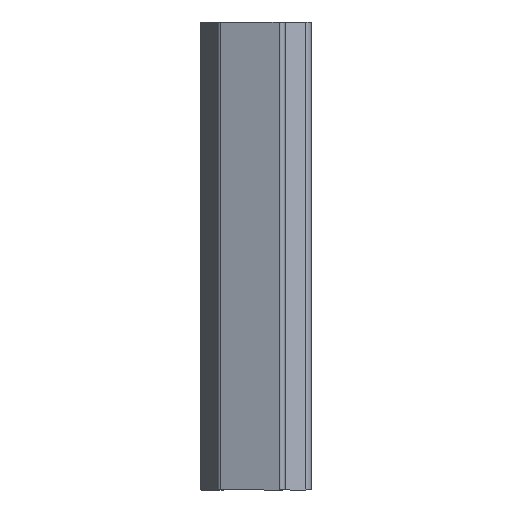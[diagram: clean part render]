
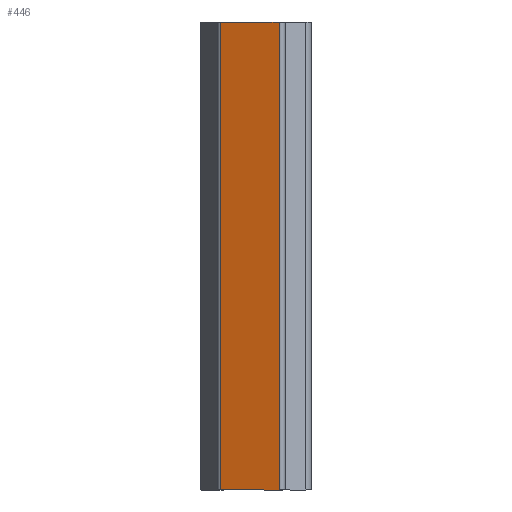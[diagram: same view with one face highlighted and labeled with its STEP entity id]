
A CAD part, front view. The second image highlights one B-rep face of the part: STEP entity #446.
In plain terms, the highlighted planar face has unit normal (-0.292, -0.956, 0).
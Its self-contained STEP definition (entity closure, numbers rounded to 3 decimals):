
#13 = CARTESIAN_POINT ( 'NONE',  ( 6.354, -12.796, 0. ) ) ;
#19 = CARTESIAN_POINT ( 'NONE',  ( 0.145, -10.898, 50. ) ) ;
#118 = VECTOR ( 'NONE', #699, 1000. ) ;
#153 = CARTESIAN_POINT ( 'NONE',  ( 0.145, -10.898, 0. ) ) ;
#157 = EDGE_CURVE ( 'NONE', #493, #267, #189, .T. ) ;
#189 = LINE ( 'NONE', #549, #484 ) ;
#196 = DIRECTION ( 'NONE',  ( 0.956, -0.292, 0. ) ) ;
#204 = ORIENTED_EDGE ( 'NONE', *, *, #746, .T. ) ;
#242 = ORIENTED_EDGE ( 'NONE', *, *, #758, .F. ) ;
#266 = PLANE ( 'NONE',  #679 ) ;
#267 = VERTEX_POINT ( 'NONE', #681 ) ;
#326 = EDGE_LOOP ( 'NONE', ( #509, #204, #377, #242 ) ) ;
#377 = ORIENTED_EDGE ( 'NONE', *, *, #498, .F. ) ;
#388 = FACE_OUTER_BOUND ( 'NONE', #326, .T. ) ;
#446 = ADVANCED_FACE ( 'NONE', ( #388 ), #266, .F. ) ;
#447 = CARTESIAN_POINT ( 'NONE',  ( 0.145, -10.898, 0. ) ) ;
#467 = CARTESIAN_POINT ( 'NONE',  ( 6.354, -12.796, 100. ) ) ;
#482 = DIRECTION ( 'NONE',  ( 0., 0., 1. ) ) ;
#484 = VECTOR ( 'NONE', #482, 1000. ) ;
#493 = VERTEX_POINT ( 'NONE', #153 ) ;
#498 = EDGE_CURVE ( 'NONE', #569, #539, #650, .T. ) ;
#509 = ORIENTED_EDGE ( 'NONE', *, *, #157, .F. ) ;
#521 = CARTESIAN_POINT ( 'NONE',  ( -0.078, -10.83, 100. ) ) ;
#529 = LINE ( 'NONE', #19, #770 ) ;
#539 = VERTEX_POINT ( 'NONE', #13 ) ;
#540 = VECTOR ( 'NONE', #772, 1000. ) ;
#549 = CARTESIAN_POINT ( 'NONE',  ( 0.145, -10.898, 100. ) ) ;
#569 = VERTEX_POINT ( 'NONE', #800 ) ;
#574 = LINE ( 'NONE', #447, #118 ) ;
#643 = DIRECTION ( 'NONE',  ( -0.956, 0.292, 0. ) ) ;
#650 = LINE ( 'NONE', #467, #540 ) ;
#679 = AXIS2_PLACEMENT_3D ( 'NONE', #521, #760, #643 ) ;
#681 = CARTESIAN_POINT ( 'NONE',  ( 0.145, -10.898, 50. ) ) ;
#699 = DIRECTION ( 'NONE',  ( 0.956, -0.292, 0. ) ) ;
#746 = EDGE_CURVE ( 'NONE', #493, #539, #574, .T. ) ;
#758 = EDGE_CURVE ( 'NONE', #267, #569, #529, .T. ) ;
#760 = DIRECTION ( 'NONE',  ( 0.292, 0.956, 0. ) ) ;
#770 = VECTOR ( 'NONE', #196, 1000. ) ;
#772 = DIRECTION ( 'NONE',  ( 0., 0., -1. ) ) ;
#800 = CARTESIAN_POINT ( 'NONE',  ( 6.354, -12.796, 50. ) ) ;
